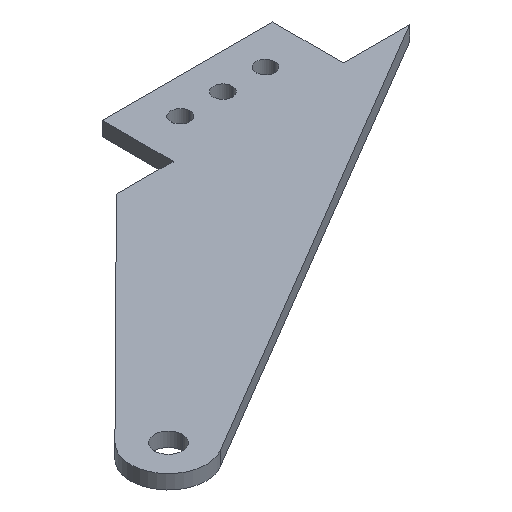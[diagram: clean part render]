
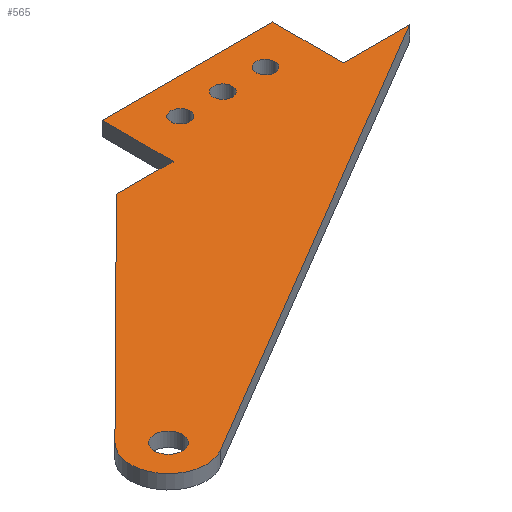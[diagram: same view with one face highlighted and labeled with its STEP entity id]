
A CAD part, isometric view. The second image highlights one B-rep face of the part: STEP entity #565.
In plain terms, the highlighted planar face has unit normal (0, 0, 1).
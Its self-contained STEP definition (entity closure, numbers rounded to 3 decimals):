
#42=CARTESIAN_POINT('Vertex',(0.,0.,1.5)) ;
#56=CARTESIAN_POINT('Vertex',(0.,-7.5,1.5)) ;
#59=CARTESIAN_POINT('Line Origine',(0.,-3.75,1.5)) ;
#87=CARTESIAN_POINT('Vertex',(-6.,-7.5,1.5)) ;
#90=CARTESIAN_POINT('Line Origine',(-3.,-7.5,1.5)) ;
#118=CARTESIAN_POINT('Vertex',(-28.819,-30.162,1.5)) ;
#121=CARTESIAN_POINT('Line Origine',(-17.409,-18.831,1.5)) ;
#149=CARTESIAN_POINT('Vertex',(-23.965,-36.443,1.5)) ;
#152=CARTESIAN_POINT('Axis2P3D Location',(-26.,-33.,1.5)) ;
#180=CARTESIAN_POINT('Vertex',(25.,-7.5,1.5)) ;
#183=CARTESIAN_POINT('Line Origine',(0.518,-21.972,1.5)) ;
#206=CARTESIAN_POINT('Vertex',(18.,-7.5,1.5)) ;
#209=CARTESIAN_POINT('Line Origine',(21.5,-7.5,1.5)) ;
#237=CARTESIAN_POINT('Vertex',(18.,0.,1.5)) ;
#240=CARTESIAN_POINT('Line Origine',(18.,-3.75,1.5)) ;
#262=CARTESIAN_POINT('Line Origine',(9.,0.,1.5)) ;
#279=CARTESIAN_POINT('Axis2P3D Location',(4.5,-3.75,1.5)) ;
#283=CARTESIAN_POINT('Vertex',(3.5,-3.773,1.5)) ;
#285=CARTESIAN_POINT('Vertex',(5.5,-3.727,1.5)) ;
#314=CARTESIAN_POINT('Axis2P3D Location',(4.5,-3.75,1.5)) ;
#336=CARTESIAN_POINT('Axis2P3D Location',(9.,-3.75,1.5)) ;
#340=CARTESIAN_POINT('Vertex',(8.,-3.75,1.5)) ;
#342=CARTESIAN_POINT('Vertex',(10.,-3.75,1.5)) ;
#371=CARTESIAN_POINT('Axis2P3D Location',(9.,-3.75,1.5)) ;
#393=CARTESIAN_POINT('Axis2P3D Location',(13.5,-3.75,1.5)) ;
#397=CARTESIAN_POINT('Vertex',(12.5,-3.773,1.5)) ;
#399=CARTESIAN_POINT('Vertex',(14.5,-3.727,1.5)) ;
#428=CARTESIAN_POINT('Axis2P3D Location',(13.5,-3.75,1.5)) ;
#450=CARTESIAN_POINT('Axis2P3D Location',(-26.,-33.,1.5)) ;
#454=CARTESIAN_POINT('Vertex',(-27.5,-33.,1.5)) ;
#456=CARTESIAN_POINT('Vertex',(-24.5,-33.,1.5)) ;
#485=CARTESIAN_POINT('Axis2P3D Location',(-26.,-33.,1.5)) ;
#534=CARTESIAN_POINT('Axis2P3D Location',(0.,0.,1.5)) ;
#61=VECTOR('Line Direction',#60,1.) ;
#92=VECTOR('Line Direction',#91,1.) ;
#123=VECTOR('Line Direction',#122,1.) ;
#185=VECTOR('Line Direction',#184,1.) ;
#211=VECTOR('Line Direction',#210,1.) ;
#242=VECTOR('Line Direction',#241,1.) ;
#264=VECTOR('Line Direction',#263,1.) ;
#60=DIRECTION('Vector Direction',(0.,-1.,0.)) ;
#91=DIRECTION('Vector Direction',(-1.,0.,0.)) ;
#122=DIRECTION('Vector Direction',(-0.71,-0.705,0.)) ;
#153=DIRECTION('Axis2P3D Direction',(0.,0.,1.)) ;
#184=DIRECTION('Vector Direction',(0.861,0.509,0.)) ;
#210=DIRECTION('Vector Direction',(-1.,0.,0.)) ;
#241=DIRECTION('Vector Direction',(0.,1.,0.)) ;
#263=DIRECTION('Vector Direction',(-1.,0.,0.)) ;
#280=DIRECTION('Axis2P3D Direction',(0.,0.,1.)) ;
#315=DIRECTION('Axis2P3D Direction',(0.,0.,1.)) ;
#337=DIRECTION('Axis2P3D Direction',(0.,0.,1.)) ;
#372=DIRECTION('Axis2P3D Direction',(0.,0.,1.)) ;
#394=DIRECTION('Axis2P3D Direction',(0.,0.,1.)) ;
#429=DIRECTION('Axis2P3D Direction',(0.,0.,1.)) ;
#451=DIRECTION('Axis2P3D Direction',(0.,0.,1.)) ;
#486=DIRECTION('Axis2P3D Direction',(0.,0.,1.)) ;
#535=DIRECTION('Axis2P3D Direction',(0.,0.,1.)) ;
#536=DIRECTION('Axis2P3D XDirection',(1.,0.,0.)) ;
#154=AXIS2_PLACEMENT_3D('Circle Axis2P3D',#152,#153,$) ;
#281=AXIS2_PLACEMENT_3D('Circle Axis2P3D',#279,#280,$) ;
#316=AXIS2_PLACEMENT_3D('Circle Axis2P3D',#314,#315,$) ;
#338=AXIS2_PLACEMENT_3D('Circle Axis2P3D',#336,#337,$) ;
#373=AXIS2_PLACEMENT_3D('Circle Axis2P3D',#371,#372,$) ;
#395=AXIS2_PLACEMENT_3D('Circle Axis2P3D',#393,#394,$) ;
#430=AXIS2_PLACEMENT_3D('Circle Axis2P3D',#428,#429,$) ;
#452=AXIS2_PLACEMENT_3D('Circle Axis2P3D',#450,#451,$) ;
#487=AXIS2_PLACEMENT_3D('Circle Axis2P3D',#485,#486,$) ;
#537=AXIS2_PLACEMENT_3D('Plane Axis2P3D',#534,#535,#536) ;
#62=LINE('Line',#59,#61) ;
#93=LINE('Line',#90,#92) ;
#124=LINE('Line',#121,#123) ;
#186=LINE('Line',#183,#185) ;
#212=LINE('Line',#209,#211) ;
#243=LINE('Line',#240,#242) ;
#265=LINE('Line',#262,#264) ;
#155=CIRCLE('generated circle',#154,4.) ;
#282=CIRCLE('generated circle',#281,1.) ;
#317=CIRCLE('generated circle',#316,1.) ;
#339=CIRCLE('generated circle',#338,1.) ;
#374=CIRCLE('generated circle',#373,1.) ;
#396=CIRCLE('generated circle',#395,1.) ;
#431=CIRCLE('generated circle',#430,1.) ;
#453=CIRCLE('generated circle',#452,1.5) ;
#488=CIRCLE('generated circle',#487,1.5) ;
#538=PLANE('',#537) ;
#552=FACE_BOUND('',#549,.T.) ;
#556=FACE_BOUND('',#553,.T.) ;
#560=FACE_BOUND('',#557,.T.) ;
#564=FACE_BOUND('',#561,.T.) ;
#63=EDGE_CURVE('',#43,#57,#62,.T.) ;
#94=EDGE_CURVE('',#57,#88,#93,.T.) ;
#125=EDGE_CURVE('',#88,#119,#124,.T.) ;
#156=EDGE_CURVE('',#119,#150,#155,.T.) ;
#187=EDGE_CURVE('',#150,#181,#186,.T.) ;
#213=EDGE_CURVE('',#181,#207,#212,.T.) ;
#244=EDGE_CURVE('',#207,#238,#243,.T.) ;
#266=EDGE_CURVE('',#238,#43,#265,.T.) ;
#287=EDGE_CURVE('',#284,#286,#282,.T.) ;
#318=EDGE_CURVE('',#286,#284,#317,.T.) ;
#344=EDGE_CURVE('',#341,#343,#339,.T.) ;
#375=EDGE_CURVE('',#343,#341,#374,.T.) ;
#401=EDGE_CURVE('',#398,#400,#396,.T.) ;
#432=EDGE_CURVE('',#400,#398,#431,.T.) ;
#458=EDGE_CURVE('',#455,#457,#453,.T.) ;
#489=EDGE_CURVE('',#457,#455,#488,.T.) ;
#540=ORIENTED_EDGE('',*,*,#63,.T.) ;
#541=ORIENTED_EDGE('',*,*,#94,.T.) ;
#542=ORIENTED_EDGE('',*,*,#125,.T.) ;
#543=ORIENTED_EDGE('',*,*,#156,.T.) ;
#544=ORIENTED_EDGE('',*,*,#187,.T.) ;
#545=ORIENTED_EDGE('',*,*,#213,.T.) ;
#546=ORIENTED_EDGE('',*,*,#244,.T.) ;
#547=ORIENTED_EDGE('',*,*,#266,.T.) ;
#550=ORIENTED_EDGE('',*,*,#287,.F.) ;
#551=ORIENTED_EDGE('',*,*,#318,.F.) ;
#554=ORIENTED_EDGE('',*,*,#344,.F.) ;
#555=ORIENTED_EDGE('',*,*,#375,.F.) ;
#558=ORIENTED_EDGE('',*,*,#401,.F.) ;
#559=ORIENTED_EDGE('',*,*,#432,.F.) ;
#562=ORIENTED_EDGE('',*,*,#458,.F.) ;
#563=ORIENTED_EDGE('',*,*,#489,.F.) ;
#539=EDGE_LOOP('',(#540,#541,#542,#543,#544,#545,#546,#547)) ;
#549=EDGE_LOOP('',(#550,#551)) ;
#553=EDGE_LOOP('',(#554,#555)) ;
#557=EDGE_LOOP('',(#558,#559)) ;
#561=EDGE_LOOP('',(#562,#563)) ;
#43=VERTEX_POINT('',#42) ;
#57=VERTEX_POINT('',#56) ;
#88=VERTEX_POINT('',#87) ;
#119=VERTEX_POINT('',#118) ;
#150=VERTEX_POINT('',#149) ;
#181=VERTEX_POINT('',#180) ;
#207=VERTEX_POINT('',#206) ;
#238=VERTEX_POINT('',#237) ;
#284=VERTEX_POINT('',#283) ;
#286=VERTEX_POINT('',#285) ;
#341=VERTEX_POINT('',#340) ;
#343=VERTEX_POINT('',#342) ;
#398=VERTEX_POINT('',#397) ;
#400=VERTEX_POINT('',#399) ;
#455=VERTEX_POINT('',#454) ;
#457=VERTEX_POINT('',#456) ;
#565=ADVANCED_FACE('PartBody',(#548,#552,#556,#560,#564),#538,.T.) ;
#548=FACE_OUTER_BOUND('',#539,.T.) ;
